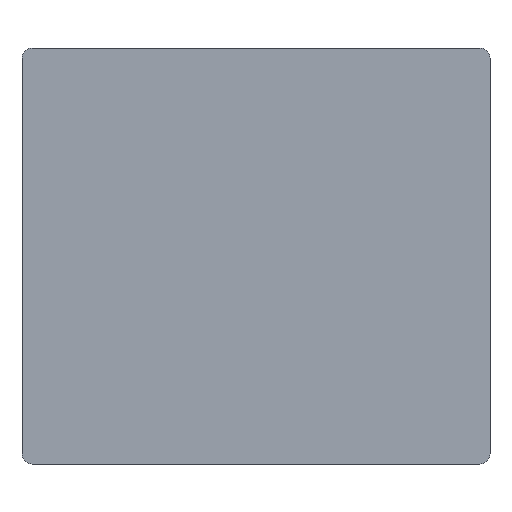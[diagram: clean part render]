
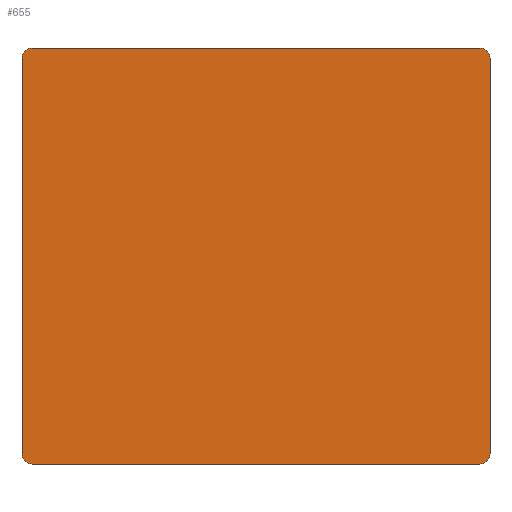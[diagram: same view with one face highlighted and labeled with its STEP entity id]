
A CAD part, front view. The second image highlights one B-rep face of the part: STEP entity #655.
In plain terms, the highlighted planar face has unit normal (0, -1, 0).
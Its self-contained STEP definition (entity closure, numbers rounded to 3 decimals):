
#31=CIRCLE('',#713,2.);
#32=CIRCLE('',#716,2.);
#33=CIRCLE('',#717,2.);
#34=CIRCLE('',#718,2.);
#73=FACE_OUTER_BOUND('',#110,.T.);
#110=EDGE_LOOP('',(#516,#517,#518,#519,#520,#521,#522,#523));
#180=LINE('',#1050,#249);
#185=LINE('',#1059,#254);
#186=LINE('',#1063,#255);
#187=LINE('',#1067,#256);
#249=VECTOR('',#845,10.);
#254=VECTOR('',#852,10.);
#255=VECTOR('',#855,10.);
#256=VECTOR('',#858,10.);
#312=VERTEX_POINT('',#1043);
#313=VERTEX_POINT('',#1045);
#314=VERTEX_POINT('',#1049);
#317=VERTEX_POINT('',#1058);
#318=VERTEX_POINT('',#1060);
#319=VERTEX_POINT('',#1062);
#320=VERTEX_POINT('',#1064);
#321=VERTEX_POINT('',#1066);
#388=EDGE_CURVE('',#312,#313,#31,.T.);
#390=EDGE_CURVE('',#314,#313,#180,.T.);
#395=EDGE_CURVE('',#312,#317,#185,.T.);
#396=EDGE_CURVE('',#318,#317,#32,.T.);
#397=EDGE_CURVE('',#318,#319,#186,.T.);
#398=EDGE_CURVE('',#320,#319,#33,.T.);
#399=EDGE_CURVE('',#320,#321,#187,.T.);
#400=EDGE_CURVE('',#314,#321,#34,.T.);
#516=ORIENTED_EDGE('',*,*,#388,.F.);
#517=ORIENTED_EDGE('',*,*,#395,.T.);
#518=ORIENTED_EDGE('',*,*,#396,.F.);
#519=ORIENTED_EDGE('',*,*,#397,.T.);
#520=ORIENTED_EDGE('',*,*,#398,.F.);
#521=ORIENTED_EDGE('',*,*,#399,.T.);
#522=ORIENTED_EDGE('',*,*,#400,.F.);
#523=ORIENTED_EDGE('',*,*,#390,.T.);
#626=PLANE('',#715);
#655=ADVANCED_FACE('',(#73),#626,.F.);
#713=AXIS2_PLACEMENT_3D('',#1046,#840,#841);
#715=AXIS2_PLACEMENT_3D('',#1057,#850,#851);
#716=AXIS2_PLACEMENT_3D('',#1061,#853,#854);
#717=AXIS2_PLACEMENT_3D('',#1065,#856,#857);
#718=AXIS2_PLACEMENT_3D('',#1068,#859,#860);
#840=DIRECTION('center_axis',(0.,1.,0.));
#841=DIRECTION('ref_axis',(-0.707,0.,0.707));
#845=DIRECTION('',(-1.,0.,0.));
#850=DIRECTION('center_axis',(0.,1.,0.));
#851=DIRECTION('ref_axis',(1.,0.,0.));
#852=DIRECTION('',(0.,0.,-1.));
#853=DIRECTION('center_axis',(0.,1.,0.));
#854=DIRECTION('ref_axis',(-0.707,0.,-0.707));
#855=DIRECTION('',(1.,0.,0.));
#856=DIRECTION('center_axis',(0.,1.,0.));
#857=DIRECTION('ref_axis',(0.707,0.,-0.707));
#858=DIRECTION('',(0.,0.,1.));
#859=DIRECTION('center_axis',(0.,1.,0.));
#860=DIRECTION('ref_axis',(0.707,0.,0.707));
#1043=CARTESIAN_POINT('',(0.,0.,78.));
#1045=CARTESIAN_POINT('',(2.,0.,80.));
#1046=CARTESIAN_POINT('Origin',(2.,0.,78.));
#1049=CARTESIAN_POINT('',(88.,0.,80.));
#1050=CARTESIAN_POINT('',(90.,0.,80.));
#1057=CARTESIAN_POINT('Origin',(45.,0.,40.));
#1058=CARTESIAN_POINT('',(0.,0.,2.));
#1059=CARTESIAN_POINT('',(0.,0.,80.));
#1060=CARTESIAN_POINT('',(2.,0.,0.));
#1061=CARTESIAN_POINT('Origin',(2.,0.,2.));
#1062=CARTESIAN_POINT('',(88.,0.,0.));
#1063=CARTESIAN_POINT('',(0.,0.,0.));
#1064=CARTESIAN_POINT('',(90.,0.,2.));
#1065=CARTESIAN_POINT('Origin',(88.,0.,2.));
#1066=CARTESIAN_POINT('',(90.,0.,78.));
#1067=CARTESIAN_POINT('',(90.,0.,0.));
#1068=CARTESIAN_POINT('Origin',(88.,0.,78.));
